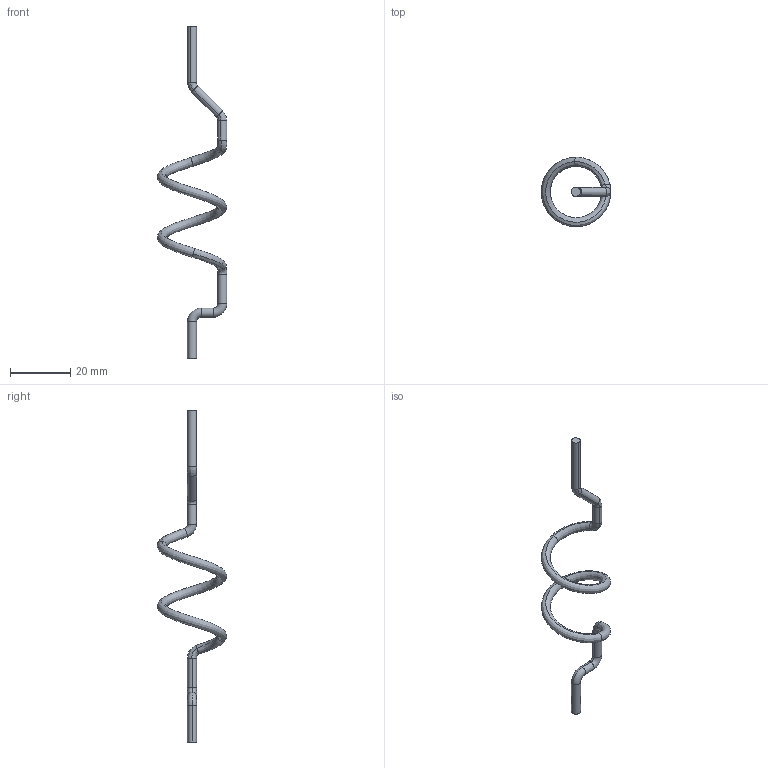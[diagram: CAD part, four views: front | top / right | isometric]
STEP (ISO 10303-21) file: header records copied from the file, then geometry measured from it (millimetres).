
FILE_DESCRIPTION (( 'STEP AP214' ), '1' );
FILE_NAME ('SpuleV1.STEP', '2014-11-06T08:56:40', ( 'OW' ), ( '' ), 'SwSTEP 2.0', 'SolidWorks 2015', '' );
FILE_SCHEMA (( 'AUTOMOTIVE_DESIGN' ));
Length unit declared in the file: millimetre
Products named in the file (1): SpuleV1
Bounding box: 23 x 23 x 110 mm (x, y, z)
Volume: 1498.3 mm3; surface area: 2012 mm2
Topology: 1 solids, 1 shells, 32 faces, 66 edges, 36 vertices
Faces by surface type: bspline 20, cylinder 6, torus 4, plane 2
Entity records: 2682 total; most frequent: CARTESIAN_POINT 2041, ORIENTED_EDGE 132, DIRECTION 126, EDGE_CURVE 66, AXIS2_PLACEMENT_3D 57, CIRCLE 44, VERTEX_POINT 36, EDGE_LOOP 32
